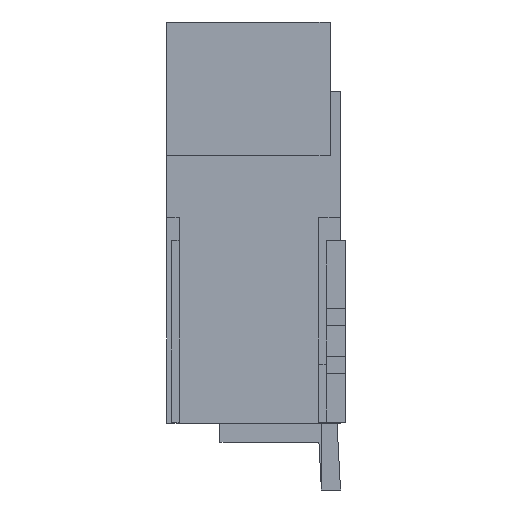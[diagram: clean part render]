
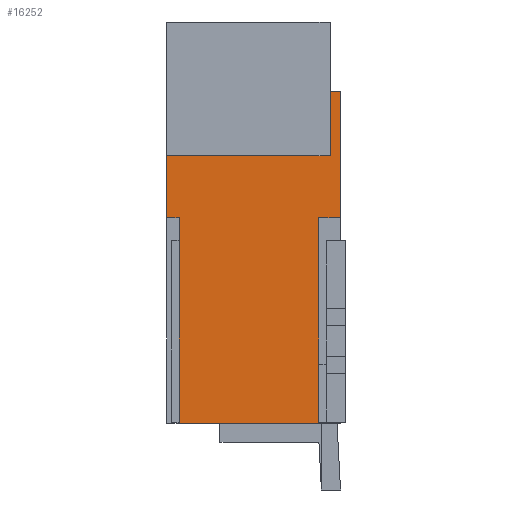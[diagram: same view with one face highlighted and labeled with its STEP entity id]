
A CAD part, left-side view. The second image highlights one B-rep face of the part: STEP entity #16252.
In plain terms, the highlighted planar face has unit normal (-1, 0, 0).
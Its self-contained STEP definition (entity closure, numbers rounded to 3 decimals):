
#21 = VECTOR ( 'NONE', #19566, 1000. ) ;
#61 = EDGE_CURVE ( 'NONE', #15866, #241, #16541, .T. ) ;
#241 = VERTEX_POINT ( 'NONE', #10659 ) ;
#693 = CARTESIAN_POINT ( 'NONE',  ( -6.95, 0.96, -0.365 ) ) ;
#787 = PLANE ( 'NONE',  #3097 ) ;
#1035 = EDGE_LOOP ( 'NONE', ( #19271, #8459, #5817, #11146, #1604, #8275, #8423, #18788 ) ) ;
#1229 = LINE ( 'NONE', #2743, #3893 ) ;
#1604 = ORIENTED_EDGE ( 'NONE', *, *, #11047, .F. ) ;
#2617 = VERTEX_POINT ( 'NONE', #18860 ) ;
#2743 = CARTESIAN_POINT ( 'NONE',  ( -6.95, 0.28, -2.1 ) ) ;
#3097 = AXIS2_PLACEMENT_3D ( 'NONE', #693, #19050, #9956 ) ;
#3239 = CARTESIAN_POINT ( 'NONE',  ( -6.95, 0.05, 0.05 ) ) ;
#3606 = DIRECTION ( 'NONE',  ( 0., 1., 0. ) ) ;
#3613 = VERTEX_POINT ( 'NONE', #17221 ) ;
#3768 = CARTESIAN_POINT ( 'NONE',  ( -6.95, 1.87, 1.37 ) ) ;
#3893 = VECTOR ( 'NONE', #15438, 1000. ) ;
#3918 = FACE_OUTER_BOUND ( 'NONE', #1035, .T. ) ;
#4037 = CARTESIAN_POINT ( 'NONE',  ( -6.95, 0.28, -2.1 ) ) ;
#4058 = CARTESIAN_POINT ( 'NONE',  ( -6.95, 1.87, 0.05 ) ) ;
#4953 = CARTESIAN_POINT ( 'NONE',  ( -6.95, 0.05, 0.05 ) ) ;
#5373 = VECTOR ( 'NONE', #9889, 1000. ) ;
#5817 = ORIENTED_EDGE ( 'NONE', *, *, #8894, .T. ) ;
#6087 = DIRECTION ( 'NONE',  ( 0., -1., 0. ) ) ;
#6264 = LINE ( 'NONE', #4953, #19403 ) ;
#6378 = LINE ( 'NONE', #12533, #11730 ) ;
#8091 = LINE ( 'NONE', #9810, #16018 ) ;
#8271 = DIRECTION ( 'NONE',  ( 0., 0., 1. ) ) ;
#8275 = ORIENTED_EDGE ( 'NONE', *, *, #61, .T. ) ;
#8423 = ORIENTED_EDGE ( 'NONE', *, *, #19907, .F. ) ;
#8459 = ORIENTED_EDGE ( 'NONE', *, *, #16530, .T. ) ;
#8685 = CARTESIAN_POINT ( 'NONE',  ( -6.95, 1.74, -2.1 ) ) ;
#8894 = EDGE_CURVE ( 'NONE', #9458, #3613, #6378, .T. ) ;
#9458 = VERTEX_POINT ( 'NONE', #4058 ) ;
#9810 = CARTESIAN_POINT ( 'NONE',  ( -6.95, 1.87, 1.37 ) ) ;
#9889 = DIRECTION ( 'NONE',  ( 0., 0., 1. ) ) ;
#9956 = DIRECTION ( 'NONE',  ( 0., 1., 0. ) ) ;
#10203 = VECTOR ( 'NONE', #8271, 1000. ) ;
#10659 = CARTESIAN_POINT ( 'NONE',  ( -6.95, 0.28, 0.05 ) ) ;
#10983 = CARTESIAN_POINT ( 'NONE',  ( -6.95, 0.05, 0.05 ) ) ;
#11047 = EDGE_CURVE ( 'NONE', #15866, #2617, #1229, .T. ) ;
#11146 = ORIENTED_EDGE ( 'NONE', *, *, #13535, .F. ) ;
#11730 = VECTOR ( 'NONE', #6087, 1000. ) ;
#12137 = VECTOR ( 'NONE', #3606, 1000. ) ;
#12533 = CARTESIAN_POINT ( 'NONE',  ( -6.95, 1.87, 0.05 ) ) ;
#12636 = LINE ( 'NONE', #3239, #10203 ) ;
#12834 = LINE ( 'NONE', #8685, #5373 ) ;
#13517 = EDGE_CURVE ( 'NONE', #13892, #13949, #12636, .T. ) ;
#13535 = EDGE_CURVE ( 'NONE', #2617, #3613, #12834, .T. ) ;
#13892 = VERTEX_POINT ( 'NONE', #10983 ) ;
#13949 = VERTEX_POINT ( 'NONE', #19363 ) ;
#14314 = EDGE_CURVE ( 'NONE', #13949, #15436, #15923, .T. ) ;
#15436 = VERTEX_POINT ( 'NONE', #3768 ) ;
#15438 = DIRECTION ( 'NONE',  ( 0., 1., 0. ) ) ;
#15866 = VERTEX_POINT ( 'NONE', #4037 ) ;
#15923 = LINE ( 'NONE', #18937, #12137 ) ;
#15984 = DIRECTION ( 'NONE',  ( 0., 0., -1. ) ) ;
#16018 = VECTOR ( 'NONE', #15984, 1000. ) ;
#16252 = ADVANCED_FACE ( 'NONE', ( #3918 ), #787, .F. ) ;
#16530 = EDGE_CURVE ( 'NONE', #15436, #9458, #8091, .T. ) ;
#16541 = LINE ( 'NONE', #19150, #21 ) ;
#17221 = CARTESIAN_POINT ( 'NONE',  ( -6.95, 1.74, 0.05 ) ) ;
#18576 = DIRECTION ( 'NONE',  ( 0., 1., 0. ) ) ;
#18788 = ORIENTED_EDGE ( 'NONE', *, *, #13517, .T. ) ;
#18860 = CARTESIAN_POINT ( 'NONE',  ( -6.95, 1.74, -2.1 ) ) ;
#18937 = CARTESIAN_POINT ( 'NONE',  ( -6.95, 0.05, 1.37 ) ) ;
#19050 = DIRECTION ( 'NONE',  ( 1., 0., 0. ) ) ;
#19150 = CARTESIAN_POINT ( 'NONE',  ( -6.95, 0.28, -2.1 ) ) ;
#19271 = ORIENTED_EDGE ( 'NONE', *, *, #14314, .T. ) ;
#19363 = CARTESIAN_POINT ( 'NONE',  ( -6.95, 0.05, 1.37 ) ) ;
#19403 = VECTOR ( 'NONE', #18576, 1000. ) ;
#19566 = DIRECTION ( 'NONE',  ( 0., 0., 1. ) ) ;
#19907 = EDGE_CURVE ( 'NONE', #13892, #241, #6264, .T. ) ;
